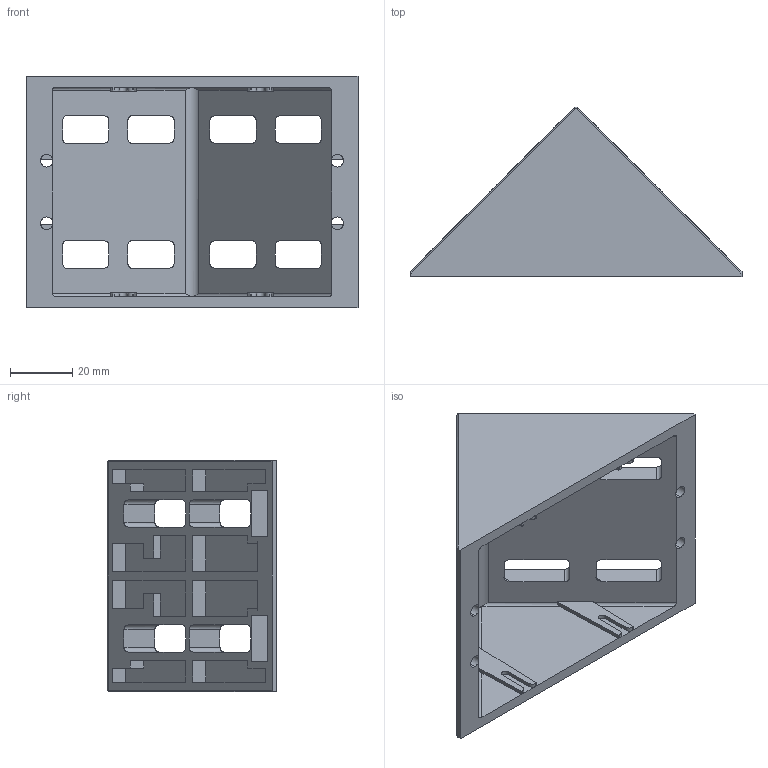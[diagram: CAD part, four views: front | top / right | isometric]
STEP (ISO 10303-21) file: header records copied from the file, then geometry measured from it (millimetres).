
FILE_DESCRIPTION (( 'STEP AP214' ), '1' );
FILE_NAME ('6.08.spb80.STEP', '2025-06-16T14:44:14', ( '' ), ( '' ), 'SwSTEP 2.0', 'SolidWorks 2023', '' );
FILE_SCHEMA (( 'AUTOMOTIVE_DESIGN' ));
Length unit declared in the file: millimetre
Products named in the file (1): 6.08.spb80
Bounding box: 106.26 x 54.21 x 74 mm (x, y, z)
Volume: 63180.6 mm3; surface area: 35845.2 mm2
Topology: 1 solids, 1 shells, 279 faces, 788 edges, 524 vertices
Faces by surface type: plane 211, cylinder 66, torus 2
Entity records: 9013 total; most frequent: CARTESIAN_POINT 1782, ORIENTED_EDGE 1576, DIRECTION 1382, EDGE_CURVE 788, LINE 638, VECTOR 638, VERTEX_POINT 524, AXIS2_PLACEMENT_3D 372
